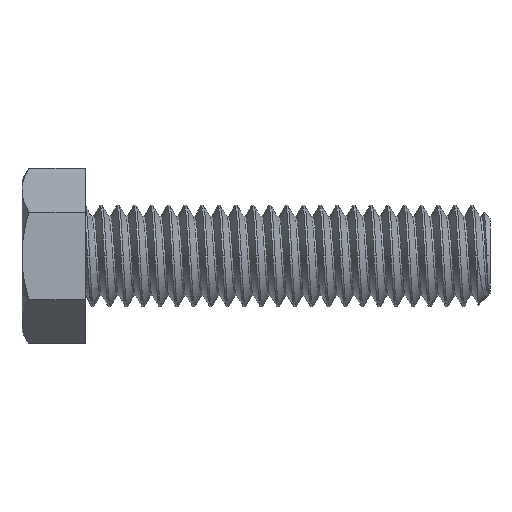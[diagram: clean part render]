
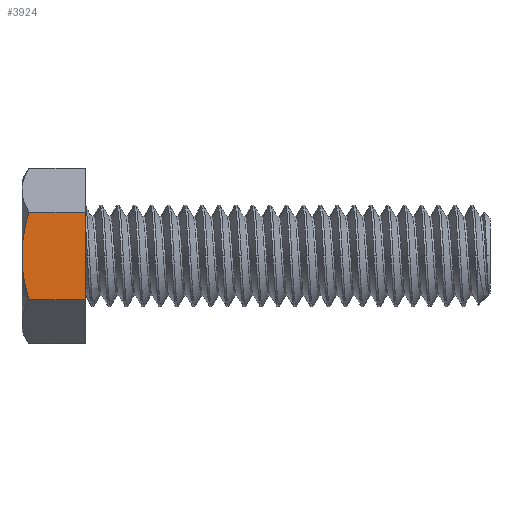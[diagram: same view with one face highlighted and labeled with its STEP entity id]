
A CAD part, top view. The second image highlights one B-rep face of the part: STEP entity #3924.
In plain terms, the highlighted planar face has unit normal (0, 0, 1).
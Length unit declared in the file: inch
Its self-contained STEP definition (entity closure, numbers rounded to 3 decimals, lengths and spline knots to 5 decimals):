
#11 = EDGE_CURVE ( 'NONE', #2941, #2965, #5635, .T. ) ;
#13 = EDGE_CURVE ( 'NONE', #2941, #3009, #2028, .T. ) ;
#14 = EDGE_CURVE ( 'NONE', #3037, #3032, #1845, .T. ) ;
#16 = EDGE_CURVE ( 'NONE', #2965, #3037, #5619, .T. ) ;
#125 = AXIS2_PLACEMENT_3D ( 'NONE', #6355, #6348, #6347 ) ;
#222 = EDGE_CURVE ( 'NONE', #3009, #3032, #1798, .T. ) ;
#1124 = DIRECTION ( 'NONE',  ( 0., 1., 0. ) ) ;
#1128 = CARTESIAN_POINT ( 'NONE',  ( -0.63281, -0.16238, 0.28125 ) ) ;
#1736 = VECTOR ( 'NONE', #2793, 39.37008 ) ;
#1755 = VECTOR ( 'NONE', #2795, 39.37008 ) ;
#1798 = LINE ( 'NONE', #1128, #2135 ) ;
#1845 = LINE ( 'NONE', #2805, #1736 ) ;
#1911 = ORIENTED_EDGE ( 'NONE', *, *, #13, .T. ) ;
#2006 = ORIENTED_EDGE ( 'NONE', *, *, #16, .F. ) ;
#2017 = ORIENTED_EDGE ( 'NONE', *, *, #14, .F. ) ;
#2028 = LINE ( 'NONE', #2796, #1755 ) ;
#2095 = ORIENTED_EDGE ( 'NONE', *, *, #222, .T. ) ;
#2135 = VECTOR ( 'NONE', #1124, 39.37008 ) ;
#2136 = ORIENTED_EDGE ( 'NONE', *, *, #11, .F. ) ;
#2348 = FACE_OUTER_BOUND ( 'NONE', #7022, .T. ) ;
#2782 = CARTESIAN_POINT ( 'NONE',  ( -0.84207, 0.16238, 0.28125 ) ) ;
#2783 = CARTESIAN_POINT ( 'NONE',  ( -0.84965, 0.13611, 0.28125 ) ) ;
#2784 = CARTESIAN_POINT ( 'NONE',  ( -0.85596, 0.10952, 0.28125 ) ) ;
#2785 = CARTESIAN_POINT ( 'NONE',  ( -0.86256, 0.06889, 0.28125 ) ) ;
#2786 = CARTESIAN_POINT ( 'NONE',  ( -0.86428, 0.05522, 0.28125 ) ) ;
#2787 = CARTESIAN_POINT ( 'NONE',  ( -0.8666, 0.0276, 0.28125 ) ) ;
#2788 = CARTESIAN_POINT ( 'NONE',  ( -0.86719, 0.01375, 0.28125 ) ) ;
#2791 = CARTESIAN_POINT ( 'NONE',  ( -0.86719, 0., 0.28125 ) ) ;
#2793 = DIRECTION ( 'NONE',  ( 1., 0., 0. ) ) ;
#2795 = DIRECTION ( 'NONE',  ( 1., 0., 0. ) ) ;
#2796 = CARTESIAN_POINT ( 'NONE',  ( -0.86719, -0.16238, 0.28125 ) ) ;
#2805 = CARTESIAN_POINT ( 'NONE',  ( -0.86719, 0.16238, 0.28125 ) ) ;
#2806 = CARTESIAN_POINT ( 'NONE',  ( -0.86719, 0., 0.28125 ) ) ;
#2807 = CARTESIAN_POINT ( 'NONE',  ( -0.86719, -0.02748, 0.28125 ) ) ;
#2808 = CARTESIAN_POINT ( 'NONE',  ( -0.86482, -0.05475, 0.28125 ) ) ;
#2809 = CARTESIAN_POINT ( 'NONE',  ( -0.85609, -0.10891, 0.28125 ) ) ;
#2810 = CARTESIAN_POINT ( 'NONE',  ( -0.8497, -0.13593, 0.28125 ) ) ;
#2816 = CARTESIAN_POINT ( 'NONE',  ( -0.84207, -0.16238, 0.28125 ) ) ;
#2941 = VERTEX_POINT ( 'NONE', #6702 ) ;
#2965 = VERTEX_POINT ( 'NONE', #6683 ) ;
#3009 = VERTEX_POINT ( 'NONE', #6643 ) ;
#3032 = VERTEX_POINT ( 'NONE', #6620 ) ;
#3037 = VERTEX_POINT ( 'NONE', #6615 ) ;
#3924 = ADVANCED_FACE ( 'NONE', ( #2348 ), #6351, .F. ) ;
#5619 = B_SPLINE_CURVE_WITH_KNOTS ( 'NONE', 3,
 ( #2791, #2788, #2787, #2786, #2785, #2784, #2783, #2782 ),
 .UNSPECIFIED., .F., .F.,
 ( 4, 2, 2, 4 ),
 ( 0.0119, 0.01294, 0.01399, 0.01608 ),
 .UNSPECIFIED. ) ;
#5635 = B_SPLINE_CURVE_WITH_KNOTS ( 'NONE', 3,
 ( #2816, #2810, #2809, #2808, #2807, #2806 ),
 .UNSPECIFIED., .F., .F.,
 ( 4, 2, 4 ),
 ( 0.00772, 0.00981, 0.0119 ),
 .UNSPECIFIED. ) ;
#6347 = DIRECTION ( 'NONE',  ( 0., 1., 0. ) ) ;
#6348 = DIRECTION ( 'NONE',  ( 0., 0., -1. ) ) ;
#6351 = PLANE ( 'NONE',  #125 ) ;
#6355 = CARTESIAN_POINT ( 'NONE',  ( -0.86719, -0.16238, 0.28125 ) ) ;
#6615 = CARTESIAN_POINT ( 'NONE',  ( -0.84207, 0.16238, 0.28125 ) ) ;
#6620 = CARTESIAN_POINT ( 'NONE',  ( -0.63281, 0.16238, 0.28125 ) ) ;
#6643 = CARTESIAN_POINT ( 'NONE',  ( -0.63281, -0.16238, 0.28125 ) ) ;
#6683 = CARTESIAN_POINT ( 'NONE',  ( -0.86719, 0., 0.28125 ) ) ;
#6702 = CARTESIAN_POINT ( 'NONE',  ( -0.84207, -0.16238, 0.28125 ) ) ;
#7022 = EDGE_LOOP ( 'NONE', ( #2136, #1911, #2095, #2017, #2006 ) ) ;
